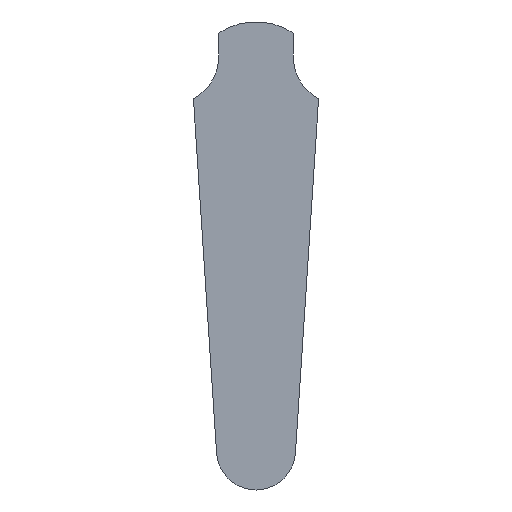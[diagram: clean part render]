
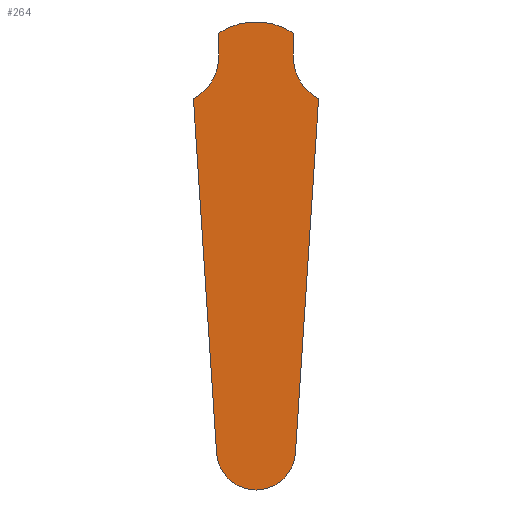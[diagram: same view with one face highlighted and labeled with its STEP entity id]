
A CAD part, front view. The second image highlights one B-rep face of the part: STEP entity #264.
In plain terms, the highlighted planar face has unit normal (0, -1, 0).
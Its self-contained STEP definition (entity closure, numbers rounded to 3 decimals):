
#10 = ORIENTED_EDGE ( 'NONE', *, *, #229, .F. ) ;
#14 = ORIENTED_EDGE ( 'NONE', *, *, #378, .F. ) ;
#26 = DIRECTION ( 'NONE',  ( 0.065, 0., 0.998 ) ) ;
#39 = DIRECTION ( 'NONE',  ( 0., -1., 0. ) ) ;
#73 = AXIS2_PLACEMENT_3D ( 'NONE', #267, #39, #591 ) ;
#81 = LINE ( 'NONE', #437, #182 ) ;
#89 = EDGE_CURVE ( 'NONE', #638, #448, #685, .T. ) ;
#95 = DIRECTION ( 'NONE',  ( 0., 1., 0. ) ) ;
#98 = CARTESIAN_POINT ( 'NONE',  ( 31.682, 0., -2.075 ) ) ;
#108 = CARTESIAN_POINT ( 'NONE',  ( 0., 0., -31.75 ) ) ;
#109 = CIRCLE ( 'NONE', #73, 38.93 ) ;
#122 = VERTEX_POINT ( 'NONE', #300 ) ;
#127 = DIRECTION ( 'NONE',  ( 0., 0., 1. ) ) ;
#130 = LINE ( 'NONE', #506, #427 ) ;
#182 = VECTOR ( 'NONE', #649, 1000. ) ;
#185 = CARTESIAN_POINT ( 'NONE',  ( 30., 0., 335.673 ) ) ;
#200 = AXIS2_PLACEMENT_3D ( 'NONE', #362, #302, #574 ) ;
#201 = FACE_OUTER_BOUND ( 'NONE', #464, .T. ) ;
#204 = CARTESIAN_POINT ( 'NONE',  ( 31.682, 0., -2.075 ) ) ;
#211 = EDGE_CURVE ( 'NONE', #250, #122, #526, .T. ) ;
#214 = DIRECTION ( 'NONE',  ( 0., 0., 1. ) ) ;
#229 = EDGE_CURVE ( 'NONE', #354, #625, #109, .T. ) ;
#231 = DIRECTION ( 'NONE',  ( -0.065, 0., 0.998 ) ) ;
#232 = DIRECTION ( 'NONE',  ( 0., 0., 1. ) ) ;
#234 = LINE ( 'NONE', #604, #415 ) ;
#250 = VERTEX_POINT ( 'NONE', #533 ) ;
#264 = ADVANCED_FACE ( 'NONE', ( #201 ), #419, .F. ) ;
#267 = CARTESIAN_POINT ( 'NONE',  ( -68.928, 0., 316.97 ) ) ;
#274 = ORIENTED_EDGE ( 'NONE', *, *, #535, .T. ) ;
#293 = CARTESIAN_POINT ( 'NONE',  ( -50.34, 0., 282.765 ) ) ;
#300 = CARTESIAN_POINT ( 'NONE',  ( 30., 0., 317.313 ) ) ;
#301 = VERTEX_POINT ( 'NONE', #204 ) ;
#302 = DIRECTION ( 'NONE',  ( 0., 1., 0. ) ) ;
#312 = AXIS2_PLACEMENT_3D ( 'NONE', #694, #644, #214 ) ;
#320 = DIRECTION ( 'NONE',  ( 0., 0., 1. ) ) ;
#329 = ORIENTED_EDGE ( 'NONE', *, *, #390, .F. ) ;
#337 = VERTEX_POINT ( 'NONE', #488 ) ;
#339 = EDGE_CURVE ( 'NONE', #638, #625, #81, .T. ) ;
#351 = ORIENTED_EDGE ( 'NONE', *, *, #89, .F. ) ;
#354 = VERTEX_POINT ( 'NONE', #293 ) ;
#362 = CARTESIAN_POINT ( 'NONE',  ( 0., 0., 0. ) ) ;
#366 = EDGE_CURVE ( 'NONE', #448, #122, #234, .T. ) ;
#378 = EDGE_CURVE ( 'NONE', #645, #337, #599, .T. ) ;
#390 = EDGE_CURVE ( 'NONE', #337, #354, #130, .T. ) ;
#400 = AXIS2_PLACEMENT_3D ( 'NONE', #620, #458, #232 ) ;
#404 = CARTESIAN_POINT ( 'NONE',  ( 0., 0., 0. ) ) ;
#415 = VECTOR ( 'NONE', #661, 1000. ) ;
#419 = PLANE ( 'NONE',  #312 ) ;
#427 = VECTOR ( 'NONE', #231, 1000. ) ;
#433 = ORIENTED_EDGE ( 'NONE', *, *, #211, .T. ) ;
#437 = CARTESIAN_POINT ( 'NONE',  ( -30., 0., 0. ) ) ;
#448 = VERTEX_POINT ( 'NONE', #185 ) ;
#458 = DIRECTION ( 'NONE',  ( 0., 1., 0. ) ) ;
#464 = EDGE_LOOP ( 'NONE', ( #433, #563, #351, #655, #10, #329, #14, #580, #274 ) ) ;
#469 = AXIS2_PLACEMENT_3D ( 'NONE', #404, #611, #127 ) ;
#488 = CARTESIAN_POINT ( 'NONE',  ( -31.682, 0., -2.075 ) ) ;
#489 = CIRCLE ( 'NONE', #200, 31.75 ) ;
#506 = CARTESIAN_POINT ( 'NONE',  ( -31.682, 0., -2.075 ) ) ;
#522 = EDGE_CURVE ( 'NONE', #301, #645, #489, .T. ) ;
#526 = CIRCLE ( 'NONE', #689, 38.93 ) ;
#527 = CARTESIAN_POINT ( 'NONE',  ( 68.928, 0., 316.97 ) ) ;
#533 = CARTESIAN_POINT ( 'NONE',  ( 50.34, 0., 282.765 ) ) ;
#535 = EDGE_CURVE ( 'NONE', #301, #250, #622, .T. ) ;
#563 = ORIENTED_EDGE ( 'NONE', *, *, #366, .F. ) ;
#574 = DIRECTION ( 'NONE',  ( 0., 0., 1. ) ) ;
#580 = ORIENTED_EDGE ( 'NONE', *, *, #522, .F. ) ;
#591 = DIRECTION ( 'NONE',  ( 0., 0., 1. ) ) ;
#599 = CIRCLE ( 'NONE', #469, 31.75 ) ;
#604 = CARTESIAN_POINT ( 'NONE',  ( 30., 0., 0. ) ) ;
#611 = DIRECTION ( 'NONE',  ( 0., 1., 0. ) ) ;
#614 = VECTOR ( 'NONE', #26, 1000. ) ;
#620 = CARTESIAN_POINT ( 'NONE',  ( 0., 0., 291.45 ) ) ;
#622 = LINE ( 'NONE', #98, #614 ) ;
#625 = VERTEX_POINT ( 'NONE', #674 ) ;
#638 = VERTEX_POINT ( 'NONE', #651 ) ;
#644 = DIRECTION ( 'NONE',  ( 0., 1., 0. ) ) ;
#645 = VERTEX_POINT ( 'NONE', #108 ) ;
#649 = DIRECTION ( 'NONE',  ( 0., 0., -1. ) ) ;
#651 = CARTESIAN_POINT ( 'NONE',  ( -30., 0., 335.673 ) ) ;
#655 = ORIENTED_EDGE ( 'NONE', *, *, #339, .T. ) ;
#661 = DIRECTION ( 'NONE',  ( 0., 0., -1. ) ) ;
#674 = CARTESIAN_POINT ( 'NONE',  ( -30., 0., 317.313 ) ) ;
#685 = CIRCLE ( 'NONE', #400, 53.438 ) ;
#689 = AXIS2_PLACEMENT_3D ( 'NONE', #527, #95, #320 ) ;
#694 = CARTESIAN_POINT ( 'NONE',  ( 0., 0., 0. ) ) ;
